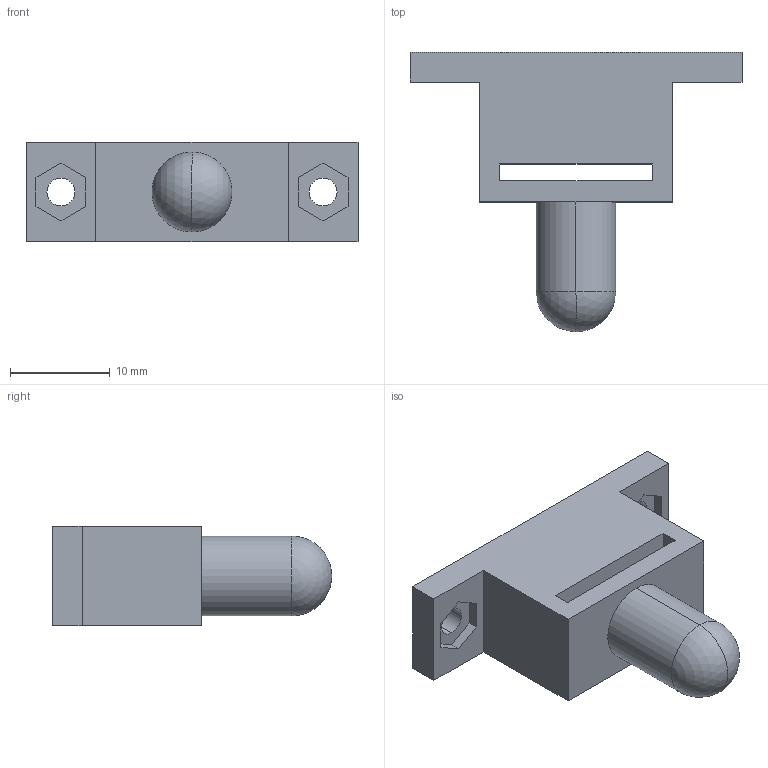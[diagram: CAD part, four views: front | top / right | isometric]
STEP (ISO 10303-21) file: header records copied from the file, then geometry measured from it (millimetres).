
FILE_DESCRIPTION (( 'STEP AP214' ), '1' );
FILE_NAME ('Knob+6.STEP', '2023-10-14T00:00:30', ( '' ), ( '' ), 'SwSTEP 2.0', 'SolidWorks 2022', '' );
FILE_SCHEMA (( 'AUTOMOTIVE_DESIGN' ));
Length unit declared in the file: millimetre
Products named in the file (1): Knob+6
Bounding box: 33.24 x 28 x 10 mm (x, y, z)
Volume: 3565.4 mm3; surface area: 2234.6 mm2
Topology: 1 solids, 1 shells, 36 faces, 96 edges, 63 vertices
Faces by surface type: plane 28, cylinder 6, sphere 2
Entity records: 1128 total; most frequent: CARTESIAN_POINT 190, ORIENTED_EDGE 184, DIRECTION 180, EDGE_CURVE 92, LINE 78, VECTOR 78, VERTEX_POINT 61, AXIS2_PLACEMENT_3D 51
